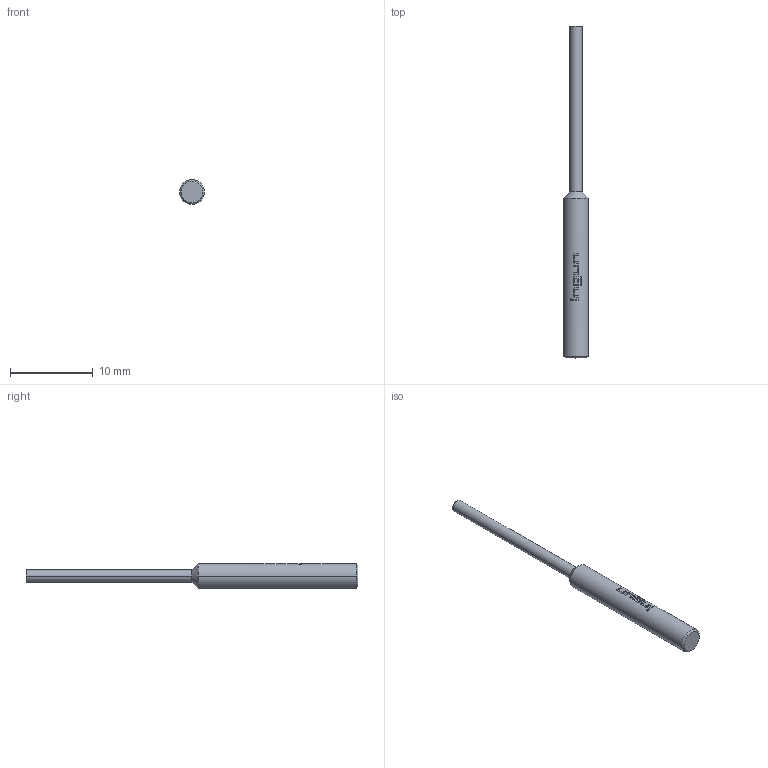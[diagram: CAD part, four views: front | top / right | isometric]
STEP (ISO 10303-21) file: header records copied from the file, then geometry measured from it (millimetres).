
FILE_DESCRIPTION (( 'STEP AP203' ), '1' );
FILE_NAME ('INGUN_E-SW-GKS-181.STEP', '2022-05-04T09:04:53', ( 'ochi' ), ( '' ), 'SwSTEP 2.0', 'SolidWorks 2018', '' );
FILE_SCHEMA (( 'CONFIG_CONTROL_DESIGN' ));
Length unit declared in the file: millimetre
Products named in the file (1): INGUN_E-SW-GKS-181
Bounding box: 3 x 40 x 3 mm (x, y, z)
Volume: 164.3 mm3; surface area: 329.3 mm2
Topology: 1 solids, 1 shells, 84 faces, 218 edges, 141 vertices
Faces by surface type: plane 42, bspline 22, cylinder 12, cone 8
Entity records: 2971 total; most frequent: CARTESIAN_POINT 1030, ORIENTED_EDGE 432, DIRECTION 312, EDGE_CURVE 216, VERTEX_POINT 141, AXIS2_PLACEMENT_3D 119, EDGE_LOOP 91, B_SPLINE_CURVE_WITH_KNOTS 86
